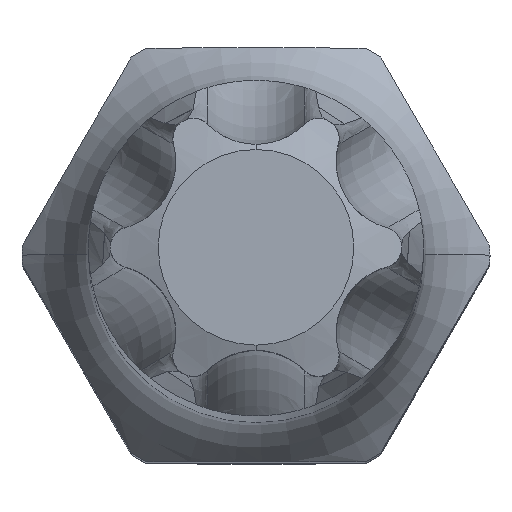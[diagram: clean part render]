
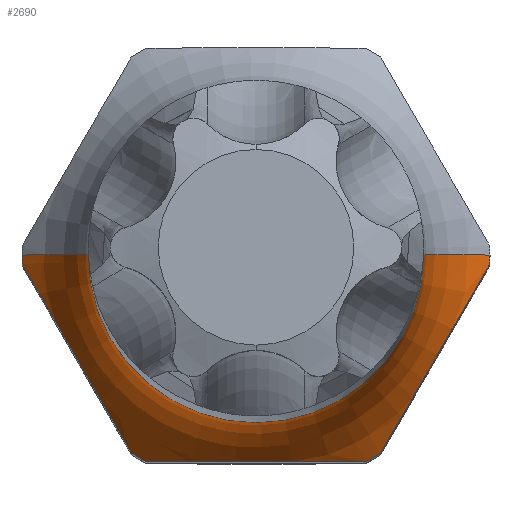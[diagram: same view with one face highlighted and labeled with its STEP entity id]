
A CAD part, top view. The second image highlights one B-rep face of the part: STEP entity #2690.
In plain terms, the highlighted toroidal (fillet/blend) face has major radius 9.5 mm and minor radius 5 mm.
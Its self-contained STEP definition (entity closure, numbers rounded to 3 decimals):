
#190=CARTESIAN_POINT('',(0.,0.,31.5));
#191=DIRECTION('',(0.,0.,1.));
#192=DIRECTION('',(-1.,0.,0.));
#193=AXIS2_PLACEMENT_3D('',#190,#191,#192);
#218=CARTESIAN_POINT('',(0.,0.,31.5));
#219=DIRECTION('',(0.,0.,1.));
#220=DIRECTION('',(-0.533,-0.846,0.));
#221=AXIS2_PLACEMENT_3D('',#218,#219,#220);
#236=CARTESIAN_POINT('',(0.,0.,31.5));
#237=DIRECTION('',(0.,0.,1.));
#238=DIRECTION('',(0.466,-0.885,0.));
#239=AXIS2_PLACEMENT_3D('',#236,#237,#238);
#254=CARTESIAN_POINT('',(0.,0.,31.5));
#255=DIRECTION('',(0.,0.,1.));
#256=DIRECTION('',(0.999,-0.038,0.));
#257=AXIS2_PLACEMENT_3D('',#254,#255,#256);
#349=CARTESIAN_POINT('',(-3.346,-5.314,31.5));
#350=CARTESIAN_POINT('',(-3.419,-5.189,31.557));
#351=CARTESIAN_POINT('',(-3.564,-4.937,31.671));
#352=CARTESIAN_POINT('',(-3.786,-4.552,31.837));
#353=CARTESIAN_POINT('',(-4.01,-4.164,31.987));
#354=CARTESIAN_POINT('',(-4.234,-3.777,32.112));
#355=CARTESIAN_POINT('',(-4.459,-3.387,32.204));
#356=CARTESIAN_POINT('',(-4.702,-2.966,32.258));
#357=CARTESIAN_POINT('',(-4.979,-2.486,32.254));
#358=CARTESIAN_POINT('',(-5.291,-1.946,32.163));
#359=CARTESIAN_POINT('',(-5.616,-1.383,31.989));
#360=CARTESIAN_POINT('',(-5.947,-0.81,
31.757));
#361=CARTESIAN_POINT('',(-6.165,-0.432,
31.587));
#362=CARTESIAN_POINT('',(-6.275,-0.241,31.5));
#379=CARTESIAN_POINT('',(9.5,0.,35.325));
#380=DIRECTION('',(0.,1.,0.));
#381=DIRECTION('',(-0.644,0.,-0.765));
#382=AXIS2_PLACEMENT_3D('',#379,#380,#381);
#384=CARTESIAN_POINT('',(-9.5,0.,35.325));
#385=DIRECTION('',(0.,-1.,0.));
#386=DIRECTION('',(0.644,0.,-0.765));
#387=AXIS2_PLACEMENT_3D('',#384,#385,#386);
#596=CARTESIAN_POINT('',(2.929,-5.555,31.5));
#597=CARTESIAN_POINT('',(2.702,-5.555,31.589));
#598=CARTESIAN_POINT('',(2.237,-5.555,31.771));
#599=CARTESIAN_POINT('',(1.472,-5.555,32.036));
#600=CARTESIAN_POINT('',(0.685,-5.555,32.22));
#601=CARTESIAN_POINT('',(-0.029,-5.555,32.272));
#602=CARTESIAN_POINT('',(-0.733,-5.555,32.211));
#603=CARTESIAN_POINT('',(-1.501,-5.555,32.027));
#604=CARTESIAN_POINT('',(-2.247,-5.555,31.767));
#605=CARTESIAN_POINT('',(-2.705,-5.555,31.588));
#606=CARTESIAN_POINT('',(-2.929,-5.555,31.5));
#646=CARTESIAN_POINT('',(6.275,-0.241,31.5));
#647=CARTESIAN_POINT('',(6.161,-0.439,31.59));
#648=CARTESIAN_POINT('',(5.934,-0.832,31.767));
#649=CARTESIAN_POINT('',(5.594,-1.421,32.003));
#650=CARTESIAN_POINT('',(5.262,-1.996,32.176));
#651=CARTESIAN_POINT('',(4.947,-2.541,32.258));
#652=CARTESIAN_POINT('',(4.671,-3.02,32.254));
#653=CARTESIAN_POINT('',(4.429,-3.438,32.194));
#654=CARTESIAN_POINT('',(4.208,-3.821,32.099));
#655=CARTESIAN_POINT('',(3.991,-4.197,31.975));
#656=CARTESIAN_POINT('',(3.775,-4.572,31.828));
#657=CARTESIAN_POINT('',(3.559,-4.946,31.666));
#658=CARTESIAN_POINT('',(3.417,-5.192,31.556));
#659=CARTESIAN_POINT('',(3.346,-5.314,31.5));
#1351=CARTESIAN_POINT('',(0.,0.,35.325));
#1352=DIRECTION('',(0.,0.,-1.));
#1353=DIRECTION('',(1.,0.,0.));
#1354=AXIS2_PLACEMENT_3D('',#1351,#1352,#1353);
#2294=CARTESIAN_POINT('',(4.5,0.,35.325));
#2295=CARTESIAN_POINT('',(-4.5,0.,35.325));
#2296=VERTEX_POINT('',#2294);
#2297=VERTEX_POINT('',#2295);
#2298=CARTESIAN_POINT('',(-6.28,0.,31.5));
#2299=CARTESIAN_POINT('',(-6.275,-0.241,31.5));
#2300=VERTEX_POINT('',#2298);
#2301=VERTEX_POINT('',#2299);
#2302=CARTESIAN_POINT('',(-3.346,-5.314,31.5));
#2303=CARTESIAN_POINT('',(-2.929,-5.555,31.5));
#2304=VERTEX_POINT('',#2302);
#2305=VERTEX_POINT('',#2303);
#2306=CARTESIAN_POINT('',(2.929,-5.555,31.5));
#2307=CARTESIAN_POINT('',(3.346,-5.314,31.5));
#2308=VERTEX_POINT('',#2306);
#2309=VERTEX_POINT('',#2307);
#2310=CARTESIAN_POINT('',(6.275,-0.241,31.5));
#2311=CARTESIAN_POINT('',(6.28,0.,31.5));
#2312=VERTEX_POINT('',#2310);
#2313=VERTEX_POINT('',#2311);
#2668=CARTESIAN_POINT('',(0.,0.,35.325));
#2669=DIRECTION('',(0.,0.,-1.));
#2670=DIRECTION('',(1.,0.,0.));
#2671=AXIS2_PLACEMENT_3D('',#2668,#2669,#2670);
#2672=TOROIDAL_SURFACE('',#2671,9.5,5.);
#2673=ORIENTED_EDGE('',*,*,#2519,.F.);
#2675=ORIENTED_EDGE('',*,*,#2674,.T.);
#2677=ORIENTED_EDGE('',*,*,#2676,.F.);
#2679=ORIENTED_EDGE('',*,*,#2678,.F.);
#2680=ORIENTED_EDGE('',*,*,#2571,.F.);
#2682=ORIENTED_EDGE('',*,*,#2681,.T.);
#2683=ORIENTED_EDGE('',*,*,#2555,.F.);
#2685=ORIENTED_EDGE('',*,*,#2684,.T.);
#2686=ORIENTED_EDGE('',*,*,#2539,.F.);
#2687=ORIENTED_EDGE('',*,*,#2659,.T.);
#2688=EDGE_LOOP('',(#2673,#2675,#2677,#2679,#2680,#2682,#2683,#2685,#2686,
#2687));
#2689=FACE_OUTER_BOUND('',#2688,.F.);
#2690=ADVANCED_FACE('',(#2689),#2672,.F.);
#194=CIRCLE('',#193,6.28);
#222=CIRCLE('',#221,6.28);
#240=CIRCLE('',#239,6.28);
#258=CIRCLE('',#257,6.28);
#363=B_SPLINE_CURVE_WITH_KNOTS('',3,(#349,#350,#351,#352,#353,#354,#355,#356,
#357,#358,#359,#360,#361,#362),.UNSPECIFIED.,.F.,.F.,(4,1,1,1,1,1,1,1,1,1,1,4),(
0.,0.091,0.182,0.273,0.364,
0.455,0.545,0.636,0.727,
0.818,0.909,1.),.UNSPECIFIED.);
#383=CIRCLE('',#382,5.);
#388=CIRCLE('',#387,5.);
#607=B_SPLINE_CURVE_WITH_KNOTS('',3,(#596,#597,#598,#599,#600,#601,#602,#603,
#604,#605,#606),.UNSPECIFIED.,.F.,.F.,(4,1,1,1,1,1,1,1,4),(0.,0.125,0.25,
0.375,0.5,0.625,0.75,0.875,1.),.UNSPECIFIED.);
#660=B_SPLINE_CURVE_WITH_KNOTS('',3,(#646,#647,#648,#649,#650,#651,#652,#653,
#654,#655,#656,#657,#658,#659),.UNSPECIFIED.,.F.,.F.,(4,1,1,1,1,1,1,1,1,1,1,4),(
0.,0.091,0.182,0.273,0.364,
0.455,0.545,0.636,0.727,
0.818,0.909,1.),.UNSPECIFIED.);
#1355=CIRCLE('',#1354,4.5);
#2519=EDGE_CURVE('',#2300,#2301,#194,.T.);
#2539=EDGE_CURVE('',#2304,#2305,#222,.T.);
#2555=EDGE_CURVE('',#2308,#2309,#240,.T.);
#2571=EDGE_CURVE('',#2312,#2313,#258,.T.);
#2659=EDGE_CURVE('',#2304,#2301,#363,.T.);
#2674=EDGE_CURVE('',#2300,#2297,#388,.T.);
#2676=EDGE_CURVE('',#2296,#2297,#1355,.T.);
#2678=EDGE_CURVE('',#2313,#2296,#383,.T.);
#2681=EDGE_CURVE('',#2312,#2309,#660,.T.);
#2684=EDGE_CURVE('',#2308,#2305,#607,.T.);
